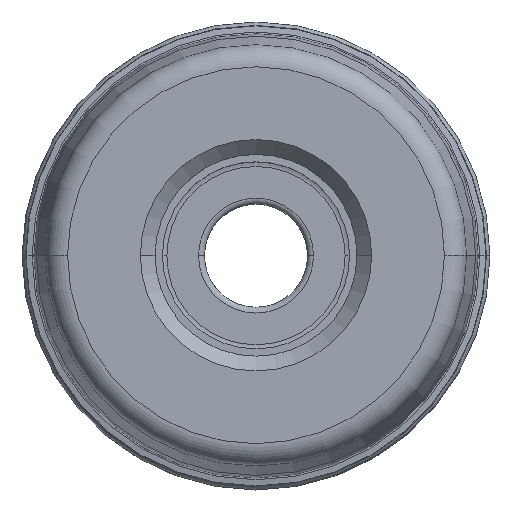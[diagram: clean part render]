
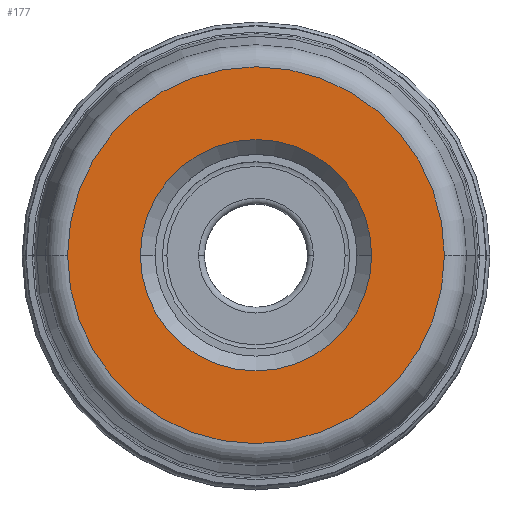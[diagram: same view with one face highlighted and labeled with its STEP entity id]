
A CAD part, top view. The second image highlights one B-rep face of the part: STEP entity #177.
In plain terms, the highlighted planar face has unit normal (0, 0, 1).
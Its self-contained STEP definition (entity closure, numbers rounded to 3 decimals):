
#28=PLANE('',#1710);
#34=FACE_BOUND('',#357,.T.);
#35=FACE_BOUND('',#358,.T.);
#177=ADVANCED_FACE('',(#34,#35),#28,.F.);
#357=EDGE_LOOP('',(#593,#594,#595,#596));
#358=EDGE_LOOP('',(#597,#598,#599,#600));
#593=ORIENTED_EDGE('',*,*,#1077,.F.);
#594=ORIENTED_EDGE('',*,*,#1076,.F.);
#595=ORIENTED_EDGE('',*,*,#1072,.F.);
#596=ORIENTED_EDGE('',*,*,#1071,.F.);
#597=ORIENTED_EDGE('',*,*,#1078,.F.);
#598=ORIENTED_EDGE('',*,*,#1079,.F.);
#599=ORIENTED_EDGE('',*,*,#1080,.F.);
#600=ORIENTED_EDGE('',*,*,#1081,.F.);
#893=VERTEX_POINT('',#3692);
#894=VERTEX_POINT('',#3694);
#895=VERTEX_POINT('',#3696);
#897=VERTEX_POINT('',#3703);
#898=VERTEX_POINT('',#3707);
#899=VERTEX_POINT('',#3708);
#900=VERTEX_POINT('',#3710);
#901=VERTEX_POINT('',#3712);
#1071=EDGE_CURVE('',#893,#894,#1304,.T.);
#1072=EDGE_CURVE('',#894,#895,#1305,.T.);
#1076=EDGE_CURVE('',#895,#897,#1309,.T.);
#1077=EDGE_CURVE('',#897,#893,#1310,.T.);
#1078=EDGE_CURVE('',#898,#899,#1311,.T.);
#1079=EDGE_CURVE('',#900,#898,#1312,.T.);
#1080=EDGE_CURVE('',#901,#900,#1313,.T.);
#1081=EDGE_CURVE('',#899,#901,#1314,.T.);
#1304=CIRCLE('',#1697,12.788);
#1305=CIRCLE('',#1698,12.788);
#1309=CIRCLE('',#1703,12.788);
#1310=CIRCLE('',#1704,12.788);
#1311=CIRCLE('',#1706,7.85);
#1312=CIRCLE('',#1707,7.85);
#1313=CIRCLE('',#1708,7.85);
#1314=CIRCLE('',#1709,7.85);
#1697=AXIS2_PLACEMENT_3D('',#3693,#2075,#2076);
#1698=AXIS2_PLACEMENT_3D('',#3695,#2077,#2078);
#1703=AXIS2_PLACEMENT_3D('',#3702,#2087,#2088);
#1704=AXIS2_PLACEMENT_3D('',#3704,#2089,#2090);
#1706=AXIS2_PLACEMENT_3D('',#3706,#2093,#2094);
#1707=AXIS2_PLACEMENT_3D('',#3709,#2095,#2096);
#1708=AXIS2_PLACEMENT_3D('',#3711,#2097,#2098);
#1709=AXIS2_PLACEMENT_3D('',#3713,#2099,#2100);
#1710=AXIS2_PLACEMENT_3D('',#3714,#2101,#2102);
#2075=DIRECTION('',(0.,0.,-1.));
#2076=DIRECTION('',(1.,0.,0.));
#2077=DIRECTION('',(0.,0.,-1.));
#2078=DIRECTION('',(1.,-0.002,0.));
#2087=DIRECTION('',(0.,0.,-1.));
#2088=DIRECTION('',(-1.,0.,0.));
#2089=DIRECTION('',(0.,0.,-1.));
#2090=DIRECTION('',(-1.,0.002,0.));
#2093=DIRECTION('',(0.,0.,1.));
#2094=DIRECTION('',(0.,-1.,0.));
#2095=DIRECTION('',(0.,0.,1.));
#2096=DIRECTION('',(-1.,0.,0.));
#2097=DIRECTION('',(0.,0.,1.));
#2098=DIRECTION('',(0.,1.,0.));
#2099=DIRECTION('',(0.,0.,1.));
#2100=DIRECTION('',(1.,0.,0.));
#2101=DIRECTION('',(0.,0.,-1.));
#2102=DIRECTION('',(-1.,0.,0.));
#3692=CARTESIAN_POINT('',(12.788,0.,0.));
#3693=CARTESIAN_POINT('',(0.,0.,0.));
#3694=CARTESIAN_POINT('',(12.787,-0.02,0.));
#3695=CARTESIAN_POINT('',(0.,0.,0.));
#3696=CARTESIAN_POINT('',(-12.788,0.,0.));
#3702=CARTESIAN_POINT('',(0.,0.,0.));
#3703=CARTESIAN_POINT('',(-12.787,0.02,0.));
#3704=CARTESIAN_POINT('',(0.,0.,0.));
#3706=CARTESIAN_POINT('',(0.,0.,0.));
#3707=CARTESIAN_POINT('',(0.,-7.85,0.));
#3708=CARTESIAN_POINT('',(7.85,0.,0.));
#3709=CARTESIAN_POINT('',(0.,0.,0.));
#3710=CARTESIAN_POINT('',(-7.85,0.,0.));
#3711=CARTESIAN_POINT('',(0.,0.,0.));
#3712=CARTESIAN_POINT('',(0.,7.85,0.));
#3713=CARTESIAN_POINT('',(0.,0.,0.));
#3714=CARTESIAN_POINT('',(0.,0.,0.));
